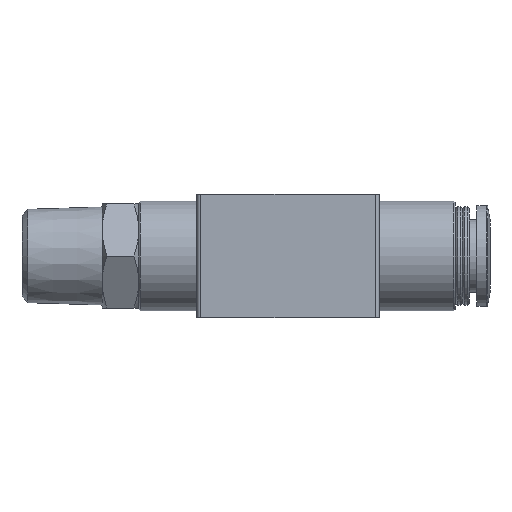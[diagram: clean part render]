
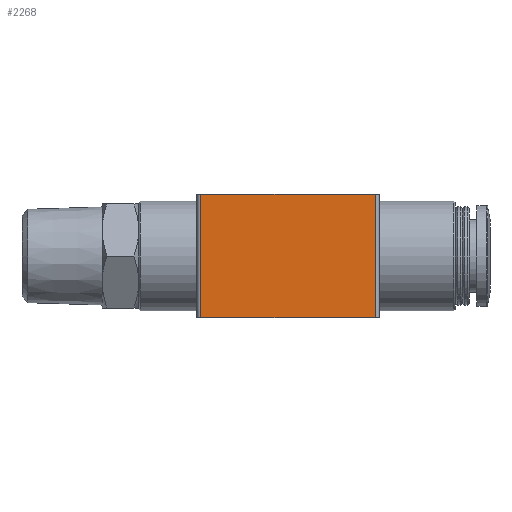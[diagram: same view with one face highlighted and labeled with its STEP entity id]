
A CAD part, front view. The second image highlights one B-rep face of the part: STEP entity #2268.
In plain terms, the highlighted planar face has unit normal (0, -1, 0).
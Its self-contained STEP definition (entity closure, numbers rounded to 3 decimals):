
#112=LINE('',#3313,#208);
#113=LINE('',#3317,#209);
#114=LINE('',#3319,#210);
#115=LINE('',#3321,#211);
#208=VECTOR('',#2689,1000.);
#209=VECTOR('',#2694,1000.);
#210=VECTOR('',#2695,1000.);
#211=VECTOR('',#2696,1000.);
#259=PLANE('',#2401);
#490=ORIENTED_EDGE('',*,*,#913,.T.);
#491=ORIENTED_EDGE('',*,*,#914,.F.);
#492=ORIENTED_EDGE('',*,*,#915,.F.);
#493=ORIENTED_EDGE('',*,*,#911,.T.);
#911=EDGE_CURVE('',#1114,#1113,#112,.T.);
#913=EDGE_CURVE('',#1113,#1115,#113,.T.);
#914=EDGE_CURVE('',#1116,#1115,#114,.T.);
#915=EDGE_CURVE('',#1114,#1116,#115,.T.);
#1113=VERTEX_POINT('',#3312);
#1114=VERTEX_POINT('',#3314);
#1115=VERTEX_POINT('',#3318);
#1116=VERTEX_POINT('',#3320);
#1241=EDGE_LOOP('',(#490,#491,#492,#493));
#1383=FACE_BOUND('',#1241,.T.);
#2268=ADVANCED_FACE('',(#1383),#259,.F.);
#2401=AXIS2_PLACEMENT_3D('',#3316,#2692,#2693);
#2689=DIRECTION('',(0.,0.,-1.));
#2692=DIRECTION('',(0.,1.,0.));
#2693=DIRECTION('',(0.,0.,1.));
#2694=DIRECTION('',(1.,0.,0.));
#2695=DIRECTION('',(0.,0.,-1.));
#2696=DIRECTION('',(1.,0.,0.));
#3312=CARTESIAN_POINT('',(-12.,-10.5,-8.5));
#3313=CARTESIAN_POINT('',(-12.,-10.5,8.5));
#3314=CARTESIAN_POINT('',(-12.,-10.5,8.5));
#3316=CARTESIAN_POINT('',(-12.,-10.5,8.5));
#3317=CARTESIAN_POINT('',(-12.,-10.5,-8.5));
#3318=CARTESIAN_POINT('',(12.,-10.5,-8.5));
#3319=CARTESIAN_POINT('',(12.,-10.5,8.5));
#3320=CARTESIAN_POINT('',(12.,-10.5,8.5));
#3321=CARTESIAN_POINT('',(-12.,-10.5,8.5));
